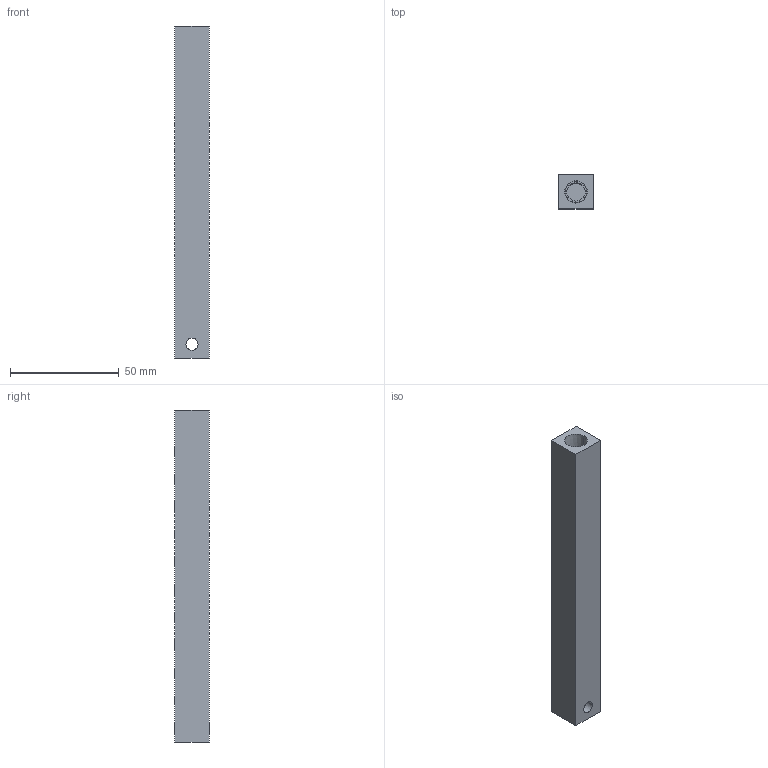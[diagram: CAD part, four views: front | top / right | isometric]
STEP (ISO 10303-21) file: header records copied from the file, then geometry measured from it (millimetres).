
FILE_DESCRIPTION (( 'STEP AP203' ), '1' );
FILE_NAME ('MRA-10BA.step', '2015-12-02T21:11:04', ( '' ), ( '' ), 'SwSTEP 2.0', 'SolidWorks 2015', '' );
FILE_SCHEMA (( 'CONFIG_CONTROL_DESIGN' ));
Length unit declared in the file: inch
Products named in the file (1): MRA-10BA
Bounding box: 15.88 x 15.75 x 152.4 mm (x, y, z)
Volume: 29254.6 mm3; surface area: 14340.2 mm2
Topology: 1 solids, 1 shells, 34 faces, 90 edges, 60 vertices
Faces by surface type: cylinder 24, plane 8, cone 2
Entity records: 1729 total; most frequent: CARTESIAN_POINT 765, ORIENTED_EDGE 180, DIRECTION 172, EDGE_CURVE 90, AXIS2_PLACEMENT_3D 67, VERTEX_POINT 60, EDGE_LOOP 58, LINE 38
